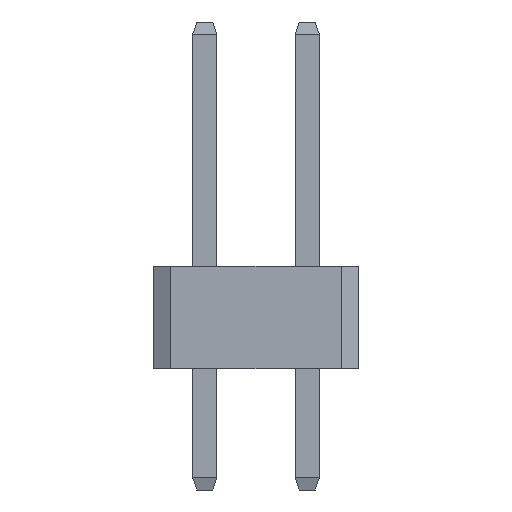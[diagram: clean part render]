
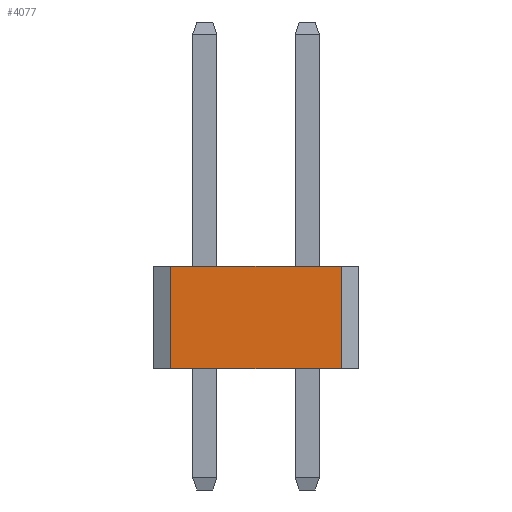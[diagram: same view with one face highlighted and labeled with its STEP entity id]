
A CAD part, left-side view. The second image highlights one B-rep face of the part: STEP entity #4077.
In plain terms, the highlighted planar face has unit normal (-1, 0, 0).
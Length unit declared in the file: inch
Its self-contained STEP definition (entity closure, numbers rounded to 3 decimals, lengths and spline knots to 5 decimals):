
#169 = EDGE_CURVE ( 'NONE', #4470, #2720, #4474, .T. ) ;
#631 = DIRECTION ( 'NONE',  ( 0., 0., 1. ) ) ;
#670 = EDGE_CURVE ( 'NONE', #5425, #970, #2897, .T. ) ;
#674 = AXIS2_PLACEMENT_3D ( 'NONE', #975, #2708, #631 ) ;
#729 = CARTESIAN_POINT ( 'NONE',  ( -0.05, -0.03295, 0.1 ) ) ;
#970 = VERTEX_POINT ( 'NONE', #3813 ) ;
#975 = CARTESIAN_POINT ( 'NONE',  ( -0.05, 0.15, 0. ) ) ;
#1164 = CARTESIAN_POINT ( 'NONE',  ( -0.05, -0.03295, 0.1 ) ) ;
#1283 = CARTESIAN_POINT ( 'NONE',  ( -0.05, -0.03295, 0. ) ) ;
#1661 = DIRECTION ( 'NONE',  ( 0., 0., -1. ) ) ;
#1697 = LINE ( 'NONE', #5122, #5031 ) ;
#2352 = ORIENTED_EDGE ( 'NONE', *, *, #3428, .F. ) ;
#2376 = CARTESIAN_POINT ( 'NONE',  ( -0.05, -0.03295, 0. ) ) ;
#2708 = DIRECTION ( 'NONE',  ( -1., 0., 0. ) ) ;
#2720 = VERTEX_POINT ( 'NONE', #3935 ) ;
#2897 = LINE ( 'NONE', #1164, #4599 ) ;
#2956 = DIRECTION ( 'NONE',  ( 0., 0., -1. ) ) ;
#2957 = VECTOR ( 'NONE', #4086, 39.37008 ) ;
#3168 = ORIENTED_EDGE ( 'NONE', *, *, #169, .F. ) ;
#3428 = EDGE_CURVE ( 'NONE', #5425, #4470, #3789, .T. ) ;
#3481 = ORIENTED_EDGE ( 'NONE', *, *, #670, .T. ) ;
#3610 = PLANE ( 'NONE',  #674 ) ;
#3789 = LINE ( 'NONE', #5509, #4520 ) ;
#3813 = CARTESIAN_POINT ( 'NONE',  ( -0.05, 0.13295, 0.1 ) ) ;
#3935 = CARTESIAN_POINT ( 'NONE',  ( -0.05, 0.13295, 0. ) ) ;
#4077 = ADVANCED_FACE ( 'NONE', ( #4808 ), #3610, .T. ) ;
#4086 = DIRECTION ( 'NONE',  ( 0., 1., 0. ) ) ;
#4468 = EDGE_CURVE ( 'NONE', #970, #2720, #1697, .T. ) ;
#4470 = VERTEX_POINT ( 'NONE', #1283 ) ;
#4474 = LINE ( 'NONE', #2376, #2957 ) ;
#4520 = VECTOR ( 'NONE', #1661, 39.37008 ) ;
#4599 = VECTOR ( 'NONE', #4739, 39.37008 ) ;
#4739 = DIRECTION ( 'NONE',  ( 0., 1., 0. ) ) ;
#4808 = FACE_OUTER_BOUND ( 'NONE', #5244, .T. ) ;
#5031 = VECTOR ( 'NONE', #2956, 39.37008 ) ;
#5122 = CARTESIAN_POINT ( 'NONE',  ( -0.05, 0.13295, 0.1 ) ) ;
#5154 = ORIENTED_EDGE ( 'NONE', *, *, #4468, .T. ) ;
#5244 = EDGE_LOOP ( 'NONE', ( #5154, #3168, #2352, #3481 ) ) ;
#5425 = VERTEX_POINT ( 'NONE', #729 ) ;
#5509 = CARTESIAN_POINT ( 'NONE',  ( -0.05, -0.03295, 0.1 ) ) ;
